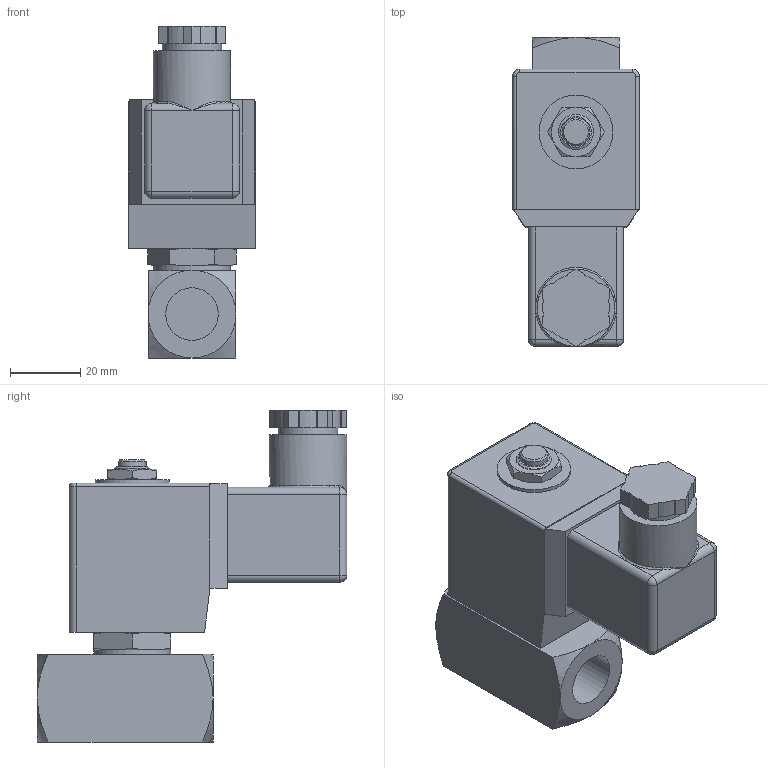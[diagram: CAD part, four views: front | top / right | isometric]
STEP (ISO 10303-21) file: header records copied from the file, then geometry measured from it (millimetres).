
FILE_DESCRIPTION(/* description */ ('3D-Modell'),/* implementation_level */ '2;1');
FILE_NAME(/* name */ '052.005620_A5257-1004-.012-F-MF.stp',/* time_stamp */ '2021-11-04T07:29:09+01:00',/* author */ ('CBeuthner'),/* organization */ (''),/* preprocessor_version */ 'ST-DEVELOPER v16.1',/* originating_system */ 'Autodesk Inventor 2016',/* authorisation */ '');
FILE_SCHEMA (('CONFIG_CONTROL_DESIGN'));
Length unit declared in the file: millimetre
Products named in the file (1): 87-029933
Bounding box: 36 x 88 x 94.4 mm (x, y, z)
Volume: 127558.4 mm3; surface area: 22056.1 mm2
Topology: 1 solids, 1 shells, 143 faces, 337 edges, 201 vertices
Faces by surface type: plane 72, cone 34, cylinder 28, bspline 4, sphere 4, torus 1
Full cylindrical faces by diameter (mm): 8 x1, 10 x1, 14.95 x2, 17 x1, 21 x1, 21.9 x1, 22 x1
Entity records: 4025 total; most frequent: CARTESIAN_POINT 954, ORIENTED_EDGE 638, DIRECTION 629, EDGE_CURVE 319, AXIS2_PLACEMENT_3D 238, VERTEX_POINT 199, EDGE_LOOP 164, LINE 153
